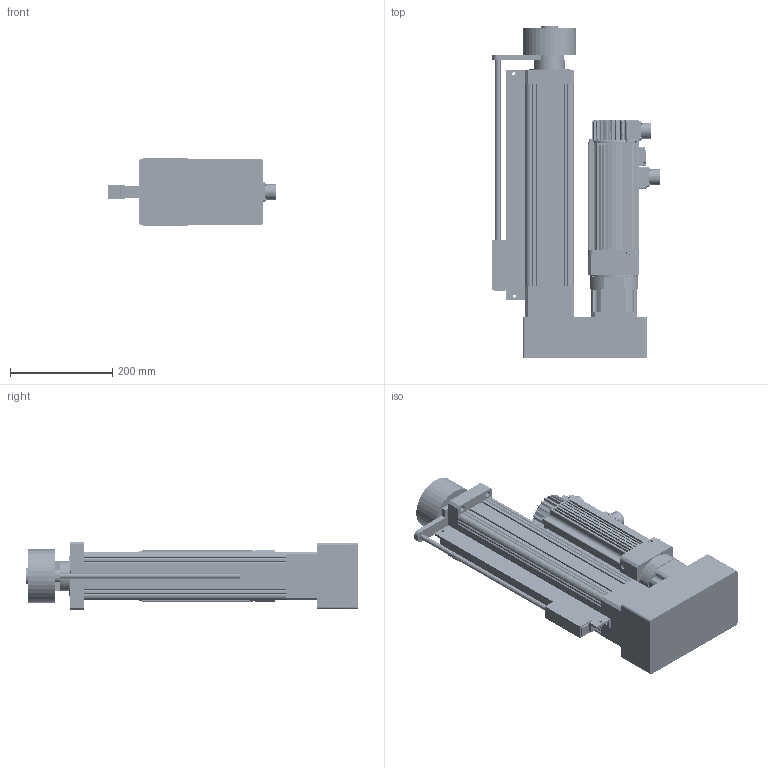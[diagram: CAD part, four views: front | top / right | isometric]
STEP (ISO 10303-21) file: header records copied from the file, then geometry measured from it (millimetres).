
FILE_DESCRIPTION (( 'STEP AP203' ), '1' );
FILE_NAME ('RLA95-10QF-20KN-R250-83mm-s.STEP', '2025-02-07T02:56:46', ( '微软用户' ), ( '微软中国' ), 'SwSTEP 2.0', 'SolidWorks 2022', '' );
FILE_SCHEMA (( 'CONFIG_CONTROL_DESIGN' ));
Length unit declared in the file: millimetre
Products named in the file (52): 15050037-LJ_7.stp; 0312-1_AF2_7.stp; ____2_7.stp; 0312-1_AF1_7.stp; _____AF0_ASM_7_ASM.stp; ____-100_7.stp; CB5-16_AF3_7.stp; 0000700396_7_ASM.stp; 01113517-WXSTEP_B00 (MS1H2-20C30CD-T334Z-S4 整机3D模型)(1).stp; __-______1_AF0_7.stp; __-___AF0_7.stp; __-100-__-D_AF0_7.stp; ISMH2-25C30CD-U134Z_ASM_7_ASM.stp; PGH90-L1-24-95-115-M6-A22; 22010917_7.stp; 22010052_2_7.stp; 22010052_2_AF2_7.stp; 连接杆; 22010052_2_AF0_7.stp; CB5-16_AF1_7.stp; 0000700396_7_2.stp; 22010052_2_AF1_7.stp; 31100134-0001_4.stp; 读数头罩; 22050021_7.stp; CB5-16_AF0_7.stp; 直径105传感器安装盘LFC-2; 2KW-3000带刹车; 直径105传感器LFC-2; 22010052_2_AF3_7.stp; 0000700396_7_1.stp; 95缸行程250折叠前法兰安装; __-______AF0_7.stp; CB5-16_AF2_7.stp; 连接板; CB5-16_AF4_7.stp; 光电尺; 100-___-D_AF0_7.stp; _________XIN_7.stp; 15050041-2LJ_4.stp ...
Assembly tree (69 placements, depth 6):
  RLA95-10QF-20KN-R250-83mm-s
    95缸行程250折叠前法兰安装
    PGH90-L1-24-95-115-M6-A22
    读数头
    读数头罩
    光电尺
    连接板
    连接杆
    直径105传感器LFC-2
    直径105传感器安装盘LFC-2
    2KW-3000带刹车
      01113517-WXSTEP_B00 (MS1H2-20C30CD-T334Z-S4 整机3D模型)(1).stp
        ISMH2-25C30CD-U134Z_ASM_7_ASM.stp
          _____AF0_ASM_7_ASM.stp
            ___-100_AF0_7.stp
            ____-100_7.stp
            ____-130H2_7.stp
          ___-100_AF1_ASM_7_ASM.stp
            __-______AF0_7.stp
            __-______1_AF0_7.stp
          0000700396_7_ASM.stp
            0000700396_7_1.stp
            0000700396_7_2.stp
          __-100-__-D_AF0_7.stp
          _____1_AF0_7.stp
          __-___AF0_7.stp
          _________XIN_7.stp
          ____-130H2_7.stp
          15050037-LJ_7.stp
          ____2_7.stp
          100-___-D_AF0_7.stp
          22010917_7.stp
          CB5-16_AF0_7.stp
          CB5-16_AF1_7.stp
          CB5-16_AF2_7.stp
          CB5-16_AF3_7.stp
          22050021_7.stp  x4
          22010052_1_7.stp  x8
          22010052_2_AF0_7.stp
          22010052_2_AF1_7.stp
          22010052_2_AF2_7.stp
          22010052_2_AF3_7.stp
          22010052_2_7.stp  x8
          CB5-16_AF4_7.stp
          CB5-16_AF5_7.stp
          CB5-16_AF6_7.stp
          CB5-16_AF7_7.stp
          0312-1_AF0_7.stp
          0312-1_AF1_7.stp
          0312-1_AF2_7.stp
          0312-1_AF3_7.stp
          31100134-0001_4.stp
          15050041-2LJ_4.stp
Bounding box: 327.5 x 650 x 135 mm (x, y, z)
Volume: 7171669.9 mm3; surface area: 1185186.8 mm2
Topology: 79 solids, 88 shells, 6220 faces, 14222 edges, 8237 vertices
Faces by surface type: cylinder 2240, cone 2119, plane 1349, torus 302, sphere 141, bspline 69
Entity records: 150319 total; most frequent: CARTESIAN_POINT 42555, DIRECTION 22270, ORIENTED_EDGE 20552, EDGE_CURVE 10282, AXIS2_PLACEMENT_3D 8745, VERTEX_POINT 6196, EDGE_LOOP 4856, VECTOR 4780
